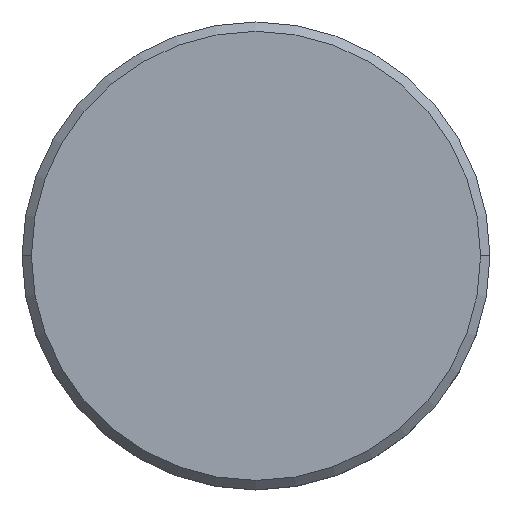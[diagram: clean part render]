
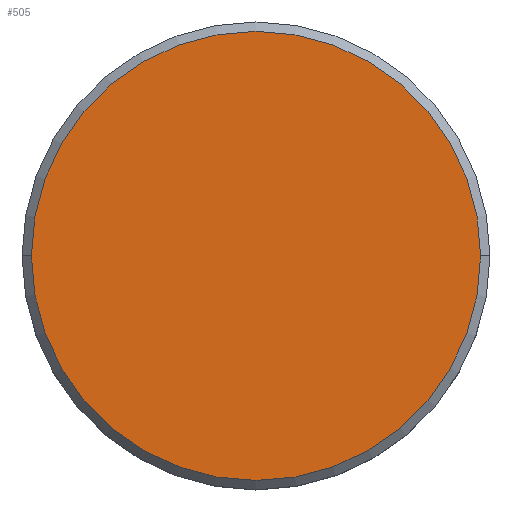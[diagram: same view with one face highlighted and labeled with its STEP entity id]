
A CAD part, top view. The second image highlights one B-rep face of the part: STEP entity #505.
In plain terms, the highlighted planar face has unit normal (0, 0, 1).
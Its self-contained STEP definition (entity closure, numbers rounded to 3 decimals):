
#6 = DIRECTION ( 'NONE',  ( 1., 0., 0. ) ) ;
#93 = ORIENTED_EDGE ( 'NONE', *, *, #348, .T. ) ;
#98 = AXIS2_PLACEMENT_3D ( 'NONE', #884, #977, #130 ) ;
#130 = DIRECTION ( 'NONE',  ( 1., 0., 0. ) ) ;
#142 = CIRCLE ( 'NONE', #561, 12. ) ;
#192 = ORIENTED_EDGE ( 'NONE', *, *, #366, .T. ) ;
#227 = CARTESIAN_POINT ( 'NONE',  ( -12., 0., 0. ) ) ;
#288 = DIRECTION ( 'NONE',  ( 0., 0., 1. ) ) ;
#348 = EDGE_CURVE ( 'NONE', #1135, #507, #142, .T. ) ;
#366 = EDGE_CURVE ( 'NONE', #507, #1135, #1173, .T. ) ;
#392 = CARTESIAN_POINT ( 'NONE',  ( 0., 0., 0. ) ) ;
#487 = CARTESIAN_POINT ( 'NONE',  ( 12., 0., 0. ) ) ;
#505 = ADVANCED_FACE ( 'NONE', ( #600 ), #1060, .T. ) ;
#507 = VERTEX_POINT ( 'NONE', #487 ) ;
#561 = AXIS2_PLACEMENT_3D ( 'NONE', #758, #288, #6 ) ;
#600 = FACE_OUTER_BOUND ( 'NONE', #940, .T. ) ;
#606 = AXIS2_PLACEMENT_3D ( 'NONE', #392, #766, #862 ) ;
#758 = CARTESIAN_POINT ( 'NONE',  ( 0., 0., 0. ) ) ;
#766 = DIRECTION ( 'NONE',  ( 0., 0., 1. ) ) ;
#862 = DIRECTION ( 'NONE',  ( 1., 0., 0. ) ) ;
#884 = CARTESIAN_POINT ( 'NONE',  ( 0., 0., 0. ) ) ;
#940 = EDGE_LOOP ( 'NONE', ( #93, #192 ) ) ;
#977 = DIRECTION ( 'NONE',  ( 0., 0., 1. ) ) ;
#1060 = PLANE ( 'NONE',  #98 ) ;
#1135 = VERTEX_POINT ( 'NONE', #227 ) ;
#1173 = CIRCLE ( 'NONE', #606, 12. ) ;
